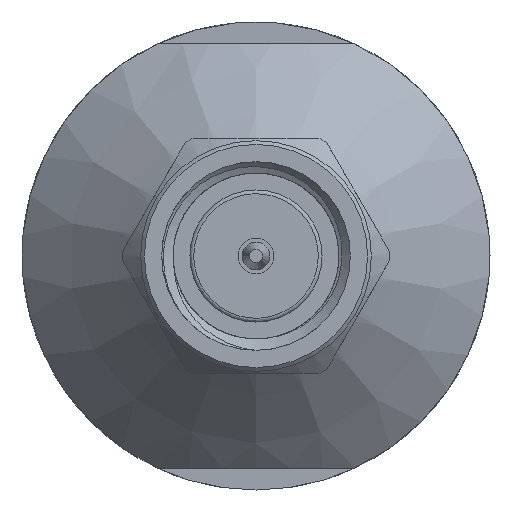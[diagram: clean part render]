
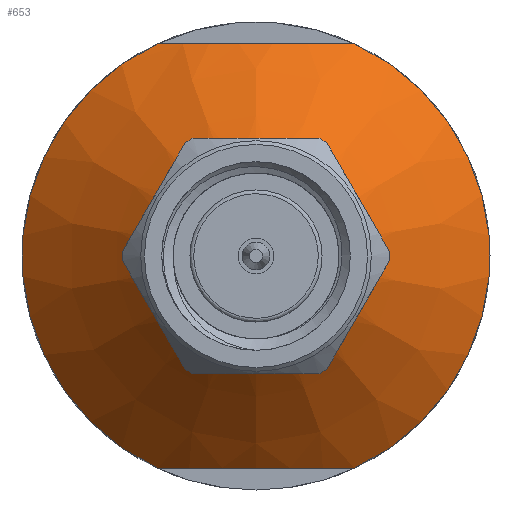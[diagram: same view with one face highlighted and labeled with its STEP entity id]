
A CAD part, left-side view. The second image highlights one B-rep face of the part: STEP entity #653.
In plain terms, the highlighted conical face has half-angle 44.846 degrees and reference radius 7.874 mm.
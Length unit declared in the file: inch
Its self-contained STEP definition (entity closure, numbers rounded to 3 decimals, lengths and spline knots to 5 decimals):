
#98 = CARTESIAN_POINT ( 'NONE',  ( 0.53826, 0.10998, -0.281 ) ) ;
#124 = FACE_OUTER_BOUND ( 'NONE', #3324, .T. ) ;
#272 = ORIENTED_EDGE ( 'NONE', *, *, #3364, .F. ) ;
#291 = EDGE_CURVE ( 'NONE', #622, #1781, #2949, .T. ) ;
#303 = B_SPLINE_CURVE_WITH_KNOTS ( 'NONE', 3,
 ( #928, #3286, #98, #1523, #2374, #2659, #955, #2362, #3540, #3254, #1803, #1247, #2941, #2685 ),
 .UNSPECIFIED., .F., .F.,
 ( 4, 2, 2, 2, 2, 2, 4 ),
 ( 0.03273, 0.03358, 0.03443, 0.03528, 0.03613, 0.03783, 0.03953 ),
 .UNSPECIFIED. ) ;
#379 = CARTESIAN_POINT ( 'NONE',  ( 0.54672, 0., 0. ) ) ;
#386 = CARTESIAN_POINT ( 'NONE',  ( 0.54672, 0., 0. ) ) ;
#408 = VERTEX_POINT ( 'NONE', #1929 ) ;
#540 = CARTESIAN_POINT ( 'NONE',  ( 0.53054, -0.08869, 0.281 ) ) ;
#617 = AXIS2_PLACEMENT_3D ( 'NONE', #386, #2100, #677 ) ;
#622 = VERTEX_POINT ( 'NONE', #3501 ) ;
#653 = ADVANCED_FACE ( 'NONE', ( #3086, #124 ), #1858, .T. ) ;
#677 = DIRECTION ( 'NONE',  ( 0., 0., -1. ) ) ;
#704 = CARTESIAN_POINT ( 'NONE',  ( 0.54672, 0.13092, 0.281 ) ) ;
#748 = B_SPLINE_CURVE_WITH_KNOTS ( 'NONE', 3,
 ( #1723, #2819, #540, #1084, #3444, #846, #3112, #819, #3708, #1971, #2857, #1708, #1695, #1120 ),
 .UNSPECIFIED., .F., .F.,
 ( 4, 2, 2, 2, 2, 2, 4 ),
 ( 0.03006, 0.03176, 0.03345, 0.0343, 0.03515, 0.036, 0.03685 ),
 .UNSPECIFIED. ) ;
#794 = VERTEX_POINT ( 'NONE', #1254 ) ;
#819 = CARTESIAN_POINT ( 'NONE',  ( 0.52093, 0.04487, 0.281 ) ) ;
#846 = CARTESIAN_POINT ( 'NONE',  ( 0.51756, 0.01124, 0.281 ) ) ;
#928 = CARTESIAN_POINT ( 'NONE',  ( 0.54672, 0.13092, -0.281 ) ) ;
#955 = CARTESIAN_POINT ( 'NONE',  ( 0.52093, 0.04487, -0.281 ) ) ;
#980 = CARTESIAN_POINT ( 'NONE',  ( 0.36022, 0., 0. ) ) ;
#1040 = CIRCLE ( 'NONE', #3402, 0.31 ) ;
#1084 = CARTESIAN_POINT ( 'NONE',  ( 0.52037, -0.04503, 0.281 ) ) ;
#1120 = CARTESIAN_POINT ( 'NONE',  ( 0.54672, 0.13092, 0.281 ) ) ;
#1161 = AXIS2_PLACEMENT_3D ( 'NONE', #1933, #1416, #2821 ) ;
#1247 = CARTESIAN_POINT ( 'NONE',  ( 0.53054, -0.08869, -0.281 ) ) ;
#1254 = CARTESIAN_POINT ( 'NONE',  ( 0.54672, 0.13092, -0.281 ) ) ;
#1260 = DIRECTION ( 'NONE',  ( 0., 0., -1. ) ) ;
#1366 = EDGE_CURVE ( 'NONE', #622, #1640, #748, .T. ) ;
#1416 = DIRECTION ( 'NONE',  ( 1., 0., 0. ) ) ;
#1523 = CARTESIAN_POINT ( 'NONE',  ( 0.53109, 0.08854, -0.281 ) ) ;
#1589 = CIRCLE ( 'NONE', #1967, 0.12449 ) ;
#1596 = DIRECTION ( 'NONE',  ( 1., 0., 0. ) ) ;
#1640 = VERTEX_POINT ( 'NONE', #704 ) ;
#1695 = CARTESIAN_POINT ( 'NONE',  ( 0.54233, 0.12057, 0.281 ) ) ;
#1708 = CARTESIAN_POINT ( 'NONE',  ( 0.53826, 0.10998, 0.281 ) ) ;
#1723 = CARTESIAN_POINT ( 'NONE',  ( 0.54672, -0.13092, 0.281 ) ) ;
#1755 = ORIENTED_EDGE ( 'NONE', *, *, #291, .F. ) ;
#1781 = VERTEX_POINT ( 'NONE', #3365 ) ;
#1803 = CARTESIAN_POINT ( 'NONE',  ( 0.52037, -0.04503, -0.281 ) ) ;
#1858 = CONICAL_SURFACE ( 'NONE', #617, 0.31, 0.783 ) ;
#1929 = CARTESIAN_POINT ( 'NONE',  ( 0.36022, 0., -0.12449 ) ) ;
#1933 = CARTESIAN_POINT ( 'NONE',  ( 0.54672, 0., 0. ) ) ;
#1967 = AXIS2_PLACEMENT_3D ( 'NONE', #980, #1596, #2745 ) ;
#1971 = CARTESIAN_POINT ( 'NONE',  ( 0.52798, 0.07773, 0.281 ) ) ;
#2018 = ORIENTED_EDGE ( 'NONE', *, *, #1366, .T. ) ;
#2100 = DIRECTION ( 'NONE',  ( 1., 0., 0. ) ) ;
#2362 = CARTESIAN_POINT ( 'NONE',  ( 0.51826, 0.02256, -0.281 ) ) ;
#2374 = CARTESIAN_POINT ( 'NONE',  ( 0.52798, 0.07773, -0.281 ) ) ;
#2659 = CARTESIAN_POINT ( 'NONE',  ( 0.52291, 0.0559, -0.281 ) ) ;
#2680 = ORIENTED_EDGE ( 'NONE', *, *, #2999, .T. ) ;
#2685 = CARTESIAN_POINT ( 'NONE',  ( 0.54672, -0.13092, -0.281 ) ) ;
#2728 = EDGE_LOOP ( 'NONE', ( #2680 ) ) ;
#2745 = DIRECTION ( 'NONE',  ( 0., 0., -1. ) ) ;
#2819 = CARTESIAN_POINT ( 'NONE',  ( 0.53797, -0.1103, 0.281 ) ) ;
#2821 = DIRECTION ( 'NONE',  ( 0., 0., -1. ) ) ;
#2857 = CARTESIAN_POINT ( 'NONE',  ( 0.53109, 0.08854, 0.281 ) ) ;
#2941 = CARTESIAN_POINT ( 'NONE',  ( 0.53797, -0.1103, -0.281 ) ) ;
#2949 = CIRCLE ( 'NONE', #1161, 0.31 ) ;
#2980 = DIRECTION ( 'NONE',  ( 1., 0., 0. ) ) ;
#2999 = EDGE_CURVE ( 'NONE', #408, #408, #1589, .T. ) ;
#3086 = FACE_BOUND ( 'NONE', #2728, .T. ) ;
#3112 = CARTESIAN_POINT ( 'NONE',  ( 0.51826, 0.02256, 0.281 ) ) ;
#3254 = CARTESIAN_POINT ( 'NONE',  ( 0.51758, -0.02281, -0.281 ) ) ;
#3286 = CARTESIAN_POINT ( 'NONE',  ( 0.54233, 0.12057, -0.281 ) ) ;
#3324 = EDGE_LOOP ( 'NONE', ( #1755, #2018, #272, #3515 ) ) ;
#3364 = EDGE_CURVE ( 'NONE', #794, #1640, #1040, .T. ) ;
#3365 = CARTESIAN_POINT ( 'NONE',  ( 0.54672, -0.13092, -0.281 ) ) ;
#3402 = AXIS2_PLACEMENT_3D ( 'NONE', #379, #2980, #1260 ) ;
#3439 = EDGE_CURVE ( 'NONE', #794, #1781, #303, .T. ) ;
#3444 = CARTESIAN_POINT ( 'NONE',  ( 0.51758, -0.02281, 0.281 ) ) ;
#3501 = CARTESIAN_POINT ( 'NONE',  ( 0.54672, -0.13092, 0.281 ) ) ;
#3515 = ORIENTED_EDGE ( 'NONE', *, *, #3439, .T. ) ;
#3540 = CARTESIAN_POINT ( 'NONE',  ( 0.51756, 0.01124, -0.281 ) ) ;
#3708 = CARTESIAN_POINT ( 'NONE',  ( 0.52291, 0.0559, 0.281 ) ) ;
